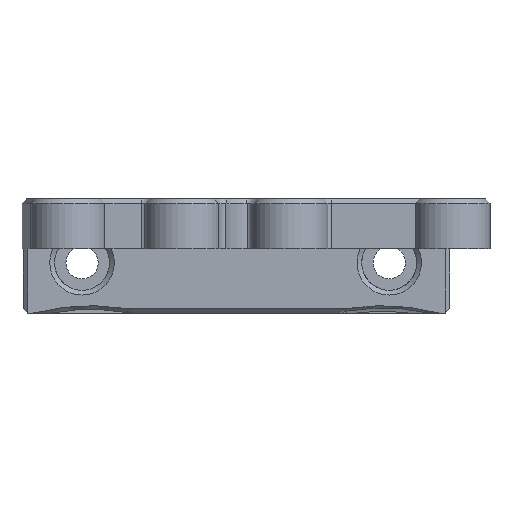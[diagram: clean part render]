
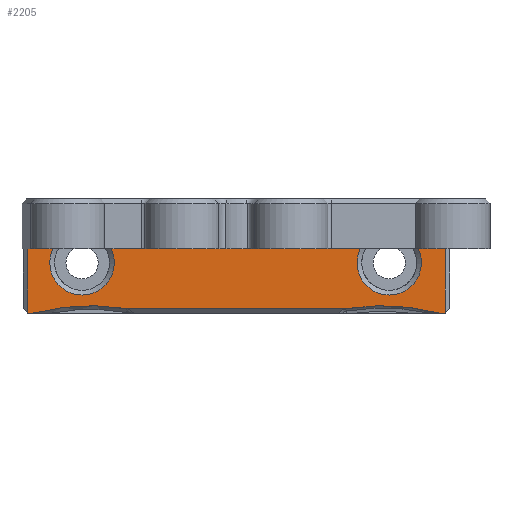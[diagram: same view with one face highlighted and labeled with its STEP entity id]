
A CAD part, front view. The second image highlights one B-rep face of the part: STEP entity #2205.
In plain terms, the highlighted planar face has unit normal (0, -1, 0).
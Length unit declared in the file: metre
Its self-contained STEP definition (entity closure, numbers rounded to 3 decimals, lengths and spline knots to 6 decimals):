
#190=CIRCLE('',#2392,0.023723);
#191=CIRCLE('',#2393,0.023723);
#192=CIRCLE('',#2394,0.0034);
#193=CIRCLE('',#2395,0.0034);
#372=ORIENTED_EDGE('',*,*,#994,.F.);
#373=ORIENTED_EDGE('',*,*,#1002,.T.);
#374=ORIENTED_EDGE('',*,*,#1003,.T.);
#375=ORIENTED_EDGE('',*,*,#1004,.F.);
#376=ORIENTED_EDGE('',*,*,#1005,.T.);
#377=ORIENTED_EDGE('',*,*,#1006,.F.);
#378=ORIENTED_EDGE('',*,*,#1007,.T.);
#379=ORIENTED_EDGE('',*,*,#1008,.T.);
#380=ORIENTED_EDGE('',*,*,#969,.F.);
#381=ORIENTED_EDGE('',*,*,#968,.T.);
#382=ORIENTED_EDGE('',*,*,#1009,.T.);
#383=ORIENTED_EDGE('',*,*,#962,.T.);
#384=ORIENTED_EDGE('',*,*,#1010,.T.);
#385=ORIENTED_EDGE('',*,*,#995,.T.);
#962=EDGE_CURVE('',#1272,#1271,#1479,.T.);
#968=EDGE_CURVE('',#1278,#1277,#1483,.T.);
#969=EDGE_CURVE('',#1278,#1279,#1484,.T.);
#994=EDGE_CURVE('',#1303,#1304,#1496,.T.);
#995=EDGE_CURVE('',#1266,#1304,#1497,.T.);
#1002=EDGE_CURVE('',#1303,#1311,#1498,.T.);
#1003=EDGE_CURVE('',#1311,#1312,#1499,.T.);
#1004=EDGE_CURVE('',#1313,#1312,#190,.T.);
#1005=EDGE_CURVE('',#1313,#1314,#1500,.T.);
#1006=EDGE_CURVE('',#1315,#1314,#191,.T.);
#1007=EDGE_CURVE('',#1315,#1316,#1501,.T.);
#1008=EDGE_CURVE('',#1316,#1279,#1502,.T.);
#1009=EDGE_CURVE('',#1277,#1272,#192,.F.);
#1010=EDGE_CURVE('',#1271,#1266,#193,.F.);
#1266=VERTEX_POINT('',#3289);
#1271=VERTEX_POINT('',#3301);
#1272=VERTEX_POINT('',#3303);
#1277=VERTEX_POINT('',#3319);
#1278=VERTEX_POINT('',#3321);
#1279=VERTEX_POINT('',#3323);
#1303=VERTEX_POINT('',#3403);
#1304=VERTEX_POINT('',#3405);
#1311=VERTEX_POINT('',#3425);
#1312=VERTEX_POINT('',#3427);
#1313=VERTEX_POINT('',#3429);
#1314=VERTEX_POINT('',#3431);
#1315=VERTEX_POINT('',#3433);
#1316=VERTEX_POINT('',#3435);
#1479=LINE('',#3302,#1634);
#1483=LINE('',#3320,#1638);
#1484=LINE('',#3322,#1639);
#1496=LINE('',#3404,#1651);
#1497=LINE('',#3406,#1652);
#1498=LINE('',#3424,#1653);
#1499=LINE('',#3426,#1654);
#1500=LINE('',#3430,#1655);
#1501=LINE('',#3434,#1656);
#1502=LINE('',#3436,#1657);
#1634=VECTOR('',#2676,1.);
#1638=VECTOR('',#2680,1.);
#1639=VECTOR('',#2681,1.);
#1651=VECTOR('',#2707,1.);
#1652=VECTOR('',#2708,1.);
#1653=VECTOR('',#2731,1.);
#1654=VECTOR('',#2732,1.);
#1655=VECTOR('',#2735,1.);
#1656=VECTOR('',#2738,1.);
#1657=VECTOR('',#2739,1.);
#1770=EDGE_LOOP('',(#372,#373,#374,#375,#376,#377,#378,#379,#380,#381,#382,
#383,#384,#385));
#1953=FACE_BOUND('',#1770,.T.);
#2121=PLANE('',#2391);
#2205=ADVANCED_FACE('',(#1953),#2121,.T.);
#2391=AXIS2_PLACEMENT_3D('',#3423,#2729,#2730);
#2392=AXIS2_PLACEMENT_3D('',#3428,#2733,#2734);
#2393=AXIS2_PLACEMENT_3D('',#3432,#2736,#2737);
#2394=AXIS2_PLACEMENT_3D('',#3437,#2740,#2741);
#2395=AXIS2_PLACEMENT_3D('',#3438,#2742,#2743);
#2676=DIRECTION('',(-1.,0.,0.));
#2680=DIRECTION('',(-1.,0.,0.));
#2681=DIRECTION('',(1.,0.,0.));
#2707=DIRECTION('',(1.,0.,0.));
#2708=DIRECTION('',(-1.,0.,0.));
#2729=DIRECTION('',(0.,-1.,0.));
#2730=DIRECTION('',(1.,0.,0.));
#2731=DIRECTION('',(0.,0.,-1.));
#2732=DIRECTION('',(1.,0.,0.));
#2733=DIRECTION('',(0.,-1.,0.));
#2734=DIRECTION('',(0.,0.,-1.));
#2735=DIRECTION('',(1.,0.,0.));
#2736=DIRECTION('',(0.,-1.,0.));
#2737=DIRECTION('',(0.,0.,-1.));
#2738=DIRECTION('',(1.,0.,0.));
#2739=DIRECTION('',(0.,0.,1.));
#2740=DIRECTION('',(0.,-1.,0.));
#2741=DIRECTION('',(0.,0.,-1.));
#2742=DIRECTION('',(0.,-1.,0.));
#2743=DIRECTION('',(0.,0.,-1.));
#3289=CARTESIAN_POINT('',(-0.019339,0.012795,0.047472));
#3301=CARTESIAN_POINT('',(-0.013224,0.012795,0.047472));
#3302=CARTESIAN_POINT('',(0.,0.012795,0.047472));
#3303=CARTESIAN_POINT('',(0.01306,0.012795,0.047472));
#3319=CARTESIAN_POINT('',(0.019176,0.012795,0.047472));
#3320=CARTESIAN_POINT('',(0.,0.012795,0.047472));
#3321=CARTESIAN_POINT('',(0.019548,0.012795,0.047472));
#3322=CARTESIAN_POINT('',(0.021026,0.012795,0.047472));
#3323=CARTESIAN_POINT('',(0.022005,0.012795,0.047472));
#3403=CARTESIAN_POINT('',(-0.021996,0.012795,0.047472));
#3404=CARTESIAN_POINT('',(-0.021022,0.012795,0.047472));
#3405=CARTESIAN_POINT('',(-0.019548,0.012795,0.047472));
#3406=CARTESIAN_POINT('',(0.,0.012795,0.047472));
#3423=CARTESIAN_POINT('',(0.019548,0.012795,0.047472));
#3424=CARTESIAN_POINT('',(-0.021996,0.012795,0.040675));
#3425=CARTESIAN_POINT('',(-0.021996,0.012795,0.040675));
#3426=CARTESIAN_POINT('',(0.000004,0.012795,0.040675));
#3427=CARTESIAN_POINT('',(-0.021463,0.012795,0.040675));
#3428=CARTESIAN_POINT('',(-0.0154,0.012795,0.01774));
#3429=CARTESIAN_POINT('',(-0.011717,0.012795,0.041175));
#3430=CARTESIAN_POINT('',(0.010843,0.012795,0.041175));
#3431=CARTESIAN_POINT('',(0.011714,0.012795,0.041175));
#3432=CARTESIAN_POINT('',(0.0154,0.012795,0.01774));
#3433=CARTESIAN_POINT('',(0.021463,0.012795,0.040675));
#3434=CARTESIAN_POINT('',(0.000004,0.012795,0.040675));
#3435=CARTESIAN_POINT('',(0.022005,0.012795,0.040675));
#3436=CARTESIAN_POINT('',(0.022005,0.012795,0.047472));
#3437=CARTESIAN_POINT('',(0.016118,0.012795,0.045985));
#3438=CARTESIAN_POINT('',(-0.016281,0.012795,0.045985));
